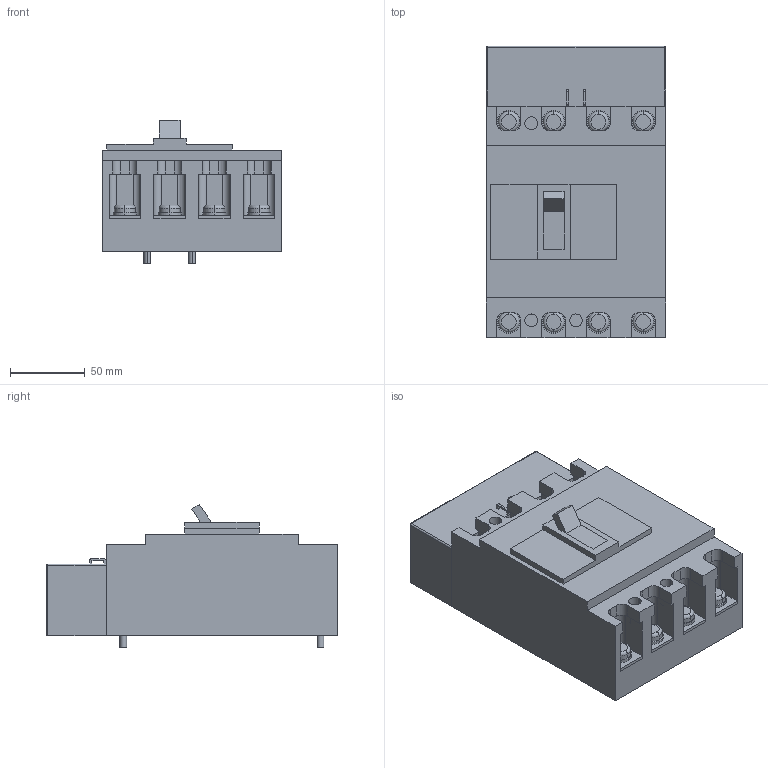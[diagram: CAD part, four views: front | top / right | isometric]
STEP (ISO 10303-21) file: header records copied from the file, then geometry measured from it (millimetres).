
FILE_DESCRIPTION(('CoCreate Modeling STEP Export'),'2;1');
FILE_NAME('Ｓ１００ＮＤ４Ｆ.stp','2016-03-25T13:48:11',(''),(''),'CoCreate Modeling STEP processor for AP214 (Solid Model)','CoCreate Modeling 17.0 01-Apr-2010 (C) Parametric Technology GmbH','');
FILE_SCHEMA(('AUTOMOTIVE_DESIGN { 1 0 10303 214 1 1 1 1 }'));
Length unit declared in the file: millimetre
Products named in the file (6): P1; P2; P2.1; P3.3; P4; Ｓ１００ＮＤ４Ｆ
Assembly tree (13 placements, depth 2):
  Ｓ１００ＮＤ４Ｆ
    P4
    P3.3  x8
    P2  x2
    P2.1
    P1
Bounding box: 120 x 195.01 x 96 mm (x, y, z)
Volume: 1364643.3 mm3; surface area: 137006.5 mm2
Topology: 13 solids, 13 shells, 368 faces, 888 edges, 582 vertices
Faces by surface type: plane 205, cylinder 145, torus 16, sphere 2
Entity records: 6806 total; most frequent: ORIENTED_EDGE 1188, CARTESIAN_POINT 1128, DIRECTION 1073, EDGE_CURVE 594, VECTOR 399, LINE 399, VERTEX_POINT 392, AXIS2_PLACEMENT_3D 337
